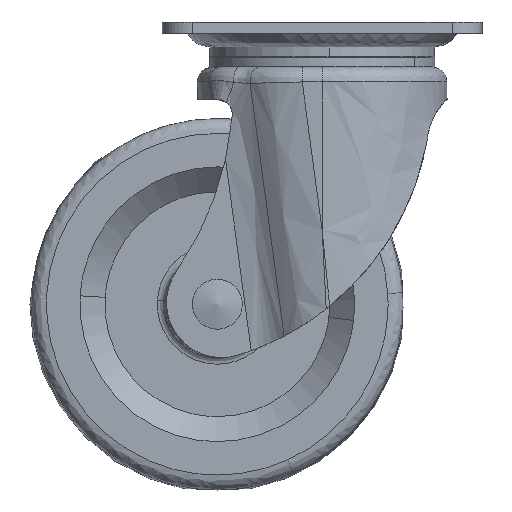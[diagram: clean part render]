
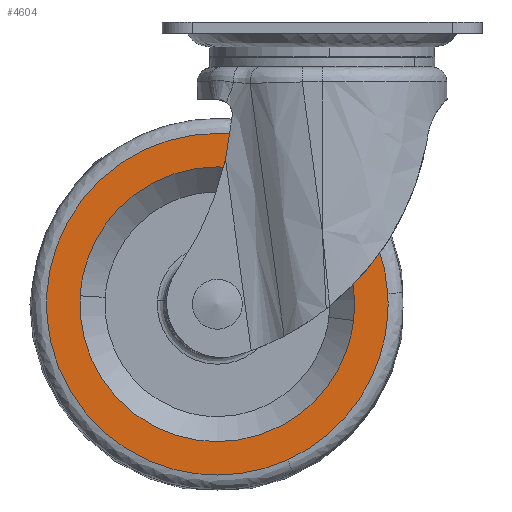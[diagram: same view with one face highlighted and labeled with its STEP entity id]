
A CAD part, front view. The second image highlights one B-rep face of the part: STEP entity #4604.
In plain terms, the highlighted free-form (B-spline) face has degree [1, 1] with [2, 2] control points.
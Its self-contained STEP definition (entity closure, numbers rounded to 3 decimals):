
#3012=CARTESIAN_POINT('',(27.308,-12.5,-59.746));
#3013=VERTEX_POINT('',#3012);
#3019=CARTESIAN_POINT('',(0.0,-12.5,-29.));
#3020=VERTEX_POINT('',#3019);
#3021=CARTESIAN_POINT('',(27.308,-12.5,-59.746));
#3022=CARTESIAN_POINT('',(27.5,-12.5,-58.129));
#3023=CARTESIAN_POINT('',(27.5,-12.5,-56.5));
#3024=CARTESIAN_POINT('',(27.5,-12.5,-29.));
#3025=CARTESIAN_POINT('',(0.0,-12.5,-29.));
#3033=(BOUNDED_CURVE()B_SPLINE_CURVE(2,(#3021,#3022,#3023,#3024,#3025),.UNSPECIFIED.,.F.,.U.)B_SPLINE_CURVE_WITH_KNOTS((3,2,3),(0.23,0.25,0.5),.UNSPECIFIED.)CURVE()GEOMETRIC_REPRESENTATION_ITEM()RATIONAL_B_SPLINE_CURVE((0.956,0.976,1.0,0.707,1.0))REPRESENTATION_ITEM(''));
#3034=EDGE_CURVE('',#3013,#3020,#3033,.T.);
#3036=CARTESIAN_POINT('',(-27.449,-12.5,-54.821));
#3037=VERTEX_POINT('',#3036);
#3038=CARTESIAN_POINT('',(0.0,-12.5,-29.));
#3039=CARTESIAN_POINT('',(-25.869,-12.5,-29.));
#3040=CARTESIAN_POINT('',(-27.449,-12.5,-54.821));
#3048=(BOUNDED_CURVE()B_SPLINE_CURVE(2,(#3038,#3039,#3040),.UNSPECIFIED.,.F.,.U.)B_SPLINE_CURVE_WITH_KNOTS((3,3),(0.5,0.739),.UNSPECIFIED.)CURVE()GEOMETRIC_REPRESENTATION_ITEM()RATIONAL_B_SPLINE_CURVE((1.0,0.72,0.976))REPRESENTATION_ITEM(''));
#3049=EDGE_CURVE('',#3020,#3037,#3048,.T.);
#3123=CARTESIAN_POINT('',(0.0,-12.5,-84.));
#3124=VERTEX_POINT('',#3123);
#3125=CARTESIAN_POINT('',(-27.449,-12.5,-54.821));
#3126=CARTESIAN_POINT('',(-27.5,-12.5,-55.66));
#3127=CARTESIAN_POINT('',(-27.5,-12.5,-56.5));
#3128=CARTESIAN_POINT('',(-27.5,-12.5,-84.));
#3129=CARTESIAN_POINT('',(0.0,-12.5,-84.));
#3137=(BOUNDED_CURVE()B_SPLINE_CURVE(2,(#3125,#3126,#3127,#3128,#3129),.UNSPECIFIED.,.F.,.U.)B_SPLINE_CURVE_WITH_KNOTS((3,2,3),(0.739,0.75,1.0),.UNSPECIFIED.)CURVE()GEOMETRIC_REPRESENTATION_ITEM()RATIONAL_B_SPLINE_CURVE((0.976,0.988,1.0,0.707,1.0))REPRESENTATION_ITEM(''));
#3138=EDGE_CURVE('',#3037,#3124,#3137,.T.);
#3140=CARTESIAN_POINT('',(0.0,-12.5,-84.));
#3141=CARTESIAN_POINT('',(24.425,-12.5,-84.));
#3142=CARTESIAN_POINT('',(27.308,-12.5,-59.746));
#3150=(BOUNDED_CURVE()B_SPLINE_CURVE(2,(#3140,#3141,#3142),.UNSPECIFIED.,.F.,.U.)B_SPLINE_CURVE_WITH_KNOTS((3,3),(0.0,0.23),.UNSPECIFIED.)CURVE()GEOMETRIC_REPRESENTATION_ITEM()RATIONAL_B_SPLINE_CURVE((1.0,0.731,0.956))REPRESENTATION_ITEM(''));
#3151=EDGE_CURVE('',#3124,#3013,#3150,.T.);
#3978=CARTESIAN_POINT('',(14.065,-12.5,-87.666));
#3979=VERTEX_POINT('',#3978);
#3980=CARTESIAN_POINT('',(34.125,-12.5,-54.353));
#3981=VERTEX_POINT('',#3980);
#3982=CARTESIAN_POINT('',(14.065,-12.5,-87.666));
#3983=CARTESIAN_POINT('',(34.193,-12.5,-78.582));
#3984=CARTESIAN_POINT('',(34.193,-12.5,-56.5));
#3985=CARTESIAN_POINT('',(34.193,-12.5,-55.425));
#3986=CARTESIAN_POINT('',(34.125,-12.5,-54.353));
#3994=(BOUNDED_CURVE()B_SPLINE_CURVE(2,(#3982,#3983,#3984,#3985,#3986),.UNSPECIFIED.,.F.,.U.)B_SPLINE_CURVE_WITH_KNOTS((3,2,3),(0.07,0.25,0.261),.UNSPECIFIED.)CURVE()GEOMETRIC_REPRESENTATION_ITEM()RATIONAL_B_SPLINE_CURVE((0.882,0.789,1.0,0.987,0.975))REPRESENTATION_ITEM(''));
#3995=EDGE_CURVE('',#3979,#3981,#3994,.T.);
#4080=CARTESIAN_POINT('',(0.0,-12.5,-90.693));
#4081=VERTEX_POINT('',#4080);
#4082=CARTESIAN_POINT('',(0.0,-12.5,-90.693));
#4083=CARTESIAN_POINT('',(7.358,-12.5,-90.693));
#4084=CARTESIAN_POINT('',(14.065,-12.5,-87.666));
#4092=(BOUNDED_CURVE()B_SPLINE_CURVE(2,(#4082,#4083,#4084),.UNSPECIFIED.,.F.,.U.)B_SPLINE_CURVE_WITH_KNOTS((3,3),(0.0,0.07),.UNSPECIFIED.)CURVE()GEOMETRIC_REPRESENTATION_ITEM()RATIONAL_B_SPLINE_CURVE((1.0,0.918,0.882))REPRESENTATION_ITEM(''));
#4093=EDGE_CURVE('',#4081,#3979,#4092,.T.);
#4095=CARTESIAN_POINT('',(0.0,-12.5,-22.307));
#4096=VERTEX_POINT('',#4095);
#4097=CARTESIAN_POINT('',(0.0,-12.5,-22.307));
#4098=CARTESIAN_POINT('',(-34.193,-12.5,-22.307));
#4099=CARTESIAN_POINT('',(-34.193,-12.5,-56.5));
#4100=CARTESIAN_POINT('',(-34.193,-12.5,-90.693));
#4101=CARTESIAN_POINT('',(0.0,-12.5,-90.693));
#4109=(BOUNDED_CURVE()B_SPLINE_CURVE(2,(#4097,#4098,#4099,#4100,#4101),.UNSPECIFIED.,.F.,.U.)B_SPLINE_CURVE_WITH_KNOTS((3,2,3),(0.5,0.75,1.0),.UNSPECIFIED.)CURVE()GEOMETRIC_REPRESENTATION_ITEM()RATIONAL_B_SPLINE_CURVE((1.0,0.707,1.0,0.707,1.0))REPRESENTATION_ITEM(''));
#4110=EDGE_CURVE('',#4096,#4081,#4109,.T.);
#4112=CARTESIAN_POINT('',(34.125,-12.5,-54.353));
#4113=CARTESIAN_POINT('',(32.109,-12.5,-22.307));
#4114=CARTESIAN_POINT('',(0.0,-12.5,-22.307));
#4122=(BOUNDED_CURVE()B_SPLINE_CURVE(2,(#4112,#4113,#4114),.UNSPECIFIED.,.F.,.U.)B_SPLINE_CURVE_WITH_KNOTS((3,3),(0.261,0.5),.UNSPECIFIED.)CURVE()GEOMETRIC_REPRESENTATION_ITEM()RATIONAL_B_SPLINE_CURVE((0.975,0.72,1.0))REPRESENTATION_ITEM(''));
#4123=EDGE_CURVE('',#3981,#4096,#4122,.T.);
#4587=CARTESIAN_POINT('',(-37.608,-12.5,-94.109));
#4588=CARTESIAN_POINT('',(-37.608,-12.5,-18.891));
#4589=CARTESIAN_POINT('',(37.603,-12.5,-94.109));
#4590=CARTESIAN_POINT('',(37.603,-12.5,-18.891));
#4591=B_SPLINE_SURFACE_WITH_KNOTS('',1,1,((#4587,#4589),(#4588,#4590)),.UNSPECIFIED.,.F.,.F.,.U.,(2,2),(2,2),(0.0,75.217),(0.0,75.211),.UNSPECIFIED.);
#4592=ORIENTED_EDGE('',*,*,#4093,.T.);
#4593=ORIENTED_EDGE('',*,*,#3995,.T.);
#4594=ORIENTED_EDGE('',*,*,#4123,.T.);
#4595=ORIENTED_EDGE('',*,*,#4110,.T.);
#4596=EDGE_LOOP('',(#4592,#4593,#4594,#4595));
#4597=FACE_OUTER_BOUND('',#4596,.T.);
#4598=ORIENTED_EDGE('',*,*,#3049,.F.);
#4599=ORIENTED_EDGE('',*,*,#3034,.F.);
#4600=ORIENTED_EDGE('',*,*,#3151,.F.);
#4601=ORIENTED_EDGE('',*,*,#3138,.F.);
#4602=EDGE_LOOP('',(#4598,#4599,#4600,#4601));
#4603=FACE_BOUND('',#4602,.T.);
#4604=ADVANCED_FACE('',(#4597,#4603),#4591,.F.);
